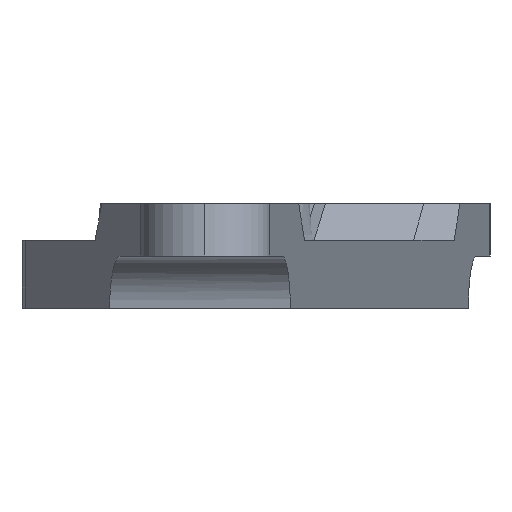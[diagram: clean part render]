
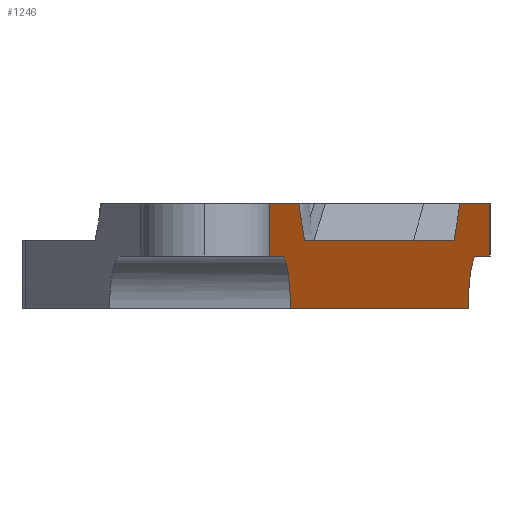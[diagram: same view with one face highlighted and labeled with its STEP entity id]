
A CAD part, left-side view. The second image highlights one B-rep face of the part: STEP entity #1246.
In plain terms, the highlighted planar face has unit normal (-0.16, -0.987, 0).
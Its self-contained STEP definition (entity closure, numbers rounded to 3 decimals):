
#517 = DIRECTION ( 'NONE',  ( -0.987, 0.159, 0. ) ) ;
#518 = DIRECTION ( 'NONE',  ( -0.159, -0.987, 0. ) ) ;
#519 = CARTESIAN_POINT ( 'NONE',  ( -1051.854, -147.321, 0. ) ) ;
#520 = AXIS2_PLACEMENT_3D ( 'NONE', #519, #518, #517 ) ;
#521 = CIRCLE ( 'NONE', #520, 100. ) ;
#523 = CARTESIAN_POINT ( 'NONE',  ( -1051.854, -147.321, 100. ) ) ;
#524 = DIRECTION ( 'NONE',  ( -0.987, 0.159, 0. ) ) ;
#525 = VECTOR ( 'NONE', #524, 1000. ) ;
#526 = CARTESIAN_POINT ( 'NONE',  ( -1051.854, -147.321, 100. ) ) ;
#527 = LINE ( 'NONE', #526, #525 ) ;
#539 = CARTESIAN_POINT ( 'NONE',  ( -1199.934, -123.4, 200. ) ) ;
#567 = DIRECTION ( 'NONE',  ( 0.987, -0.159, 0. ) ) ;
#568 = VECTOR ( 'NONE', #567, 1000. ) ;
#569 = CARTESIAN_POINT ( 'NONE',  ( -1199.934, -123.4, 0. ) ) ;
#570 = LINE ( 'NONE', #569, #568 ) ;
#571 = CARTESIAN_POINT ( 'NONE',  ( -953.133, -163.268, 0. ) ) ;
#576 = CARTESIAN_POINT ( 'NONE',  ( 1153.265, -503.533, 0. ) ) ;
#624 = CARTESIAN_POINT ( 'NONE',  ( -854.413, -179.215, 200. ) ) ;
#694 = DIRECTION ( 'NONE',  ( 0., 0., -1. ) ) ;
#695 = VECTOR ( 'NONE', #694, 1000. ) ;
#696 = CARTESIAN_POINT ( 'NONE',  ( 1400.066, -543.4, 200. ) ) ;
#701 = LINE ( 'NONE', #696, #695 ) ;
#774 = CARTESIAN_POINT ( 'NONE',  ( 1251.986, -519.48, 0. ) ) ;
#775 = DIRECTION ( 'NONE',  ( 0.987, -0.159, 0. ) ) ;
#776 = CARTESIAN_POINT ( 'NONE',  ( 985.441, -476.422, 130. ) ) ;
#777 = LINE ( 'NONE', #776, #784 ) ;
#778 = DIRECTION ( 'NONE',  ( -0.987, 0.159, 0. ) ) ;
#779 = VECTOR ( 'NONE', #778, 1000. ) ;
#780 = DIRECTION ( 'NONE',  ( -0.159, -0.987, 0. ) ) ;
#781 = CARTESIAN_POINT ( 'NONE',  ( 1251.986, -519.48, 100. ) ) ;
#782 = CARTESIAN_POINT ( 'NONE',  ( 985.441, -476.422, 130. ) ) ;
#783 = DIRECTION ( 'NONE',  ( -0.698, 0.113, -0.707 ) ) ;
#784 = VECTOR ( 'NONE', #783, 1000. ) ;
#785 = AXIS2_PLACEMENT_3D ( 'NONE', #774, #780, #775 ) ;
#786 = CIRCLE ( 'NONE', #785, 100. ) ;
#787 = DIRECTION ( 'NONE',  ( 0.987, -0.159, 0. ) ) ;
#788 = VECTOR ( 'NONE', #787, 1000. ) ;
#789 = CARTESIAN_POINT ( 'NONE',  ( -1199.934, -123.4, 200. ) ) ;
#790 = LINE ( 'NONE', #789, #788 ) ;
#806 = CARTESIAN_POINT ( 'NONE',  ( 1400.066, -543.4, 200. ) ) ;
#807 = DIRECTION ( 'NONE',  ( 0.987, -0.159, 0. ) ) ;
#808 = VECTOR ( 'NONE', #807, 1000. ) ;
#809 = CARTESIAN_POINT ( 'NONE',  ( -1199.934, -123.4, 200. ) ) ;
#810 = LINE ( 'NONE', #809, #808 ) ;
#811 = CARTESIAN_POINT ( 'NONE',  ( 1054.545, -487.585, 200. ) ) ;
#816 = DIRECTION ( 'NONE',  ( -0.698, 0.113, 0.707 ) ) ;
#817 = VECTOR ( 'NONE', #816, 1000. ) ;
#818 = CARTESIAN_POINT ( 'NONE',  ( -785.309, -190.378, 130. ) ) ;
#819 = LINE ( 'NONE', #818, #817 ) ;
#820 = CARTESIAN_POINT ( 'NONE',  ( 1528.402, -564.132, 100. ) ) ;
#821 = LINE ( 'NONE', #820, #779 ) ;
#822 = CARTESIAN_POINT ( 'NONE',  ( -785.309, -190.378, 130. ) ) ;
#823 = DIRECTION ( 'NONE',  ( 0.987, -0.159, 0. ) ) ;
#824 = VECTOR ( 'NONE', #823, 1000. ) ;
#825 = CARTESIAN_POINT ( 'NONE',  ( 985.441, -476.422, 130. ) ) ;
#826 = LINE ( 'NONE', #825, #824 ) ;
#842 = DIRECTION ( 'NONE',  ( 0., 0., -1. ) ) ;
#843 = VECTOR ( 'NONE', #842, 1000. ) ;
#844 = CARTESIAN_POINT ( 'NONE',  ( -1199.934, -123.4, 200. ) ) ;
#845 = LINE ( 'NONE', #844, #843 ) ;
#846 = CARTESIAN_POINT ( 'NONE',  ( -1199.934, -123.4, 100. ) ) ;
#872 = DIRECTION ( 'NONE',  ( -0.987, 0.159, 0. ) ) ;
#873 = DIRECTION ( 'NONE',  ( 0.159, 0.987, 0. ) ) ;
#874 = CARTESIAN_POINT ( 'NONE',  ( -1199.934, -123.4, 200. ) ) ;
#875 = AXIS2_PLACEMENT_3D ( 'NONE', #874, #873, #872 ) ;
#876 = PLANE ( 'NONE',  #875 ) ;
#877 = FACE_OUTER_BOUND ( 'NONE', #1241, .T. ) ;
#902 = CARTESIAN_POINT ( 'NONE',  ( 1400.066, -543.4, 100. ) ) ;
#1023 = VERTEX_POINT ( 'NONE', #576 ) ;
#1025 = VERTEX_POINT ( 'NONE', #571 ) ;
#1028 = EDGE_CURVE ( 'NONE', #1025, #1023, #570, .T. ) ;
#1089 = EDGE_CURVE ( 'NONE', #1172, #1228, #701, .T. ) ;
#1127 = VERTEX_POINT ( 'NONE', #624 ) ;
#1137 = VERTEX_POINT ( 'NONE', #539 ) ;
#1145 = ORIENTED_EDGE ( 'NONE', *, *, #1214, .T. ) ;
#1146 = ORIENTED_EDGE ( 'NONE', *, *, #1147, .F. ) ;
#1147 = EDGE_CURVE ( 'NONE', #1148, #1212, #527, .T. ) ;
#1148 = VERTEX_POINT ( 'NONE', #523 ) ;
#1149 = ORIENTED_EDGE ( 'NONE', *, *, #1150, .F. ) ;
#1150 = EDGE_CURVE ( 'NONE', #1025, #1148, #521, .T. ) ;
#1151 = ORIENTED_EDGE ( 'NONE', *, *, #1028, .T. ) ;
#1152 = ORIENTED_EDGE ( 'NONE', *, *, #1153, .F. ) ;
#1153 = EDGE_CURVE ( 'NONE', #1154, #1023, #786, .T. ) ;
#1154 = VERTEX_POINT ( 'NONE', #781 ) ;
#1155 = ORIENTED_EDGE ( 'NONE', *, *, #1156, .F. ) ;
#1156 = EDGE_CURVE ( 'NONE', #1228, #1154, #821, .T. ) ;
#1157 = ORIENTED_EDGE ( 'NONE', *, *, #1171, .F. ) ;
#1158 = ORIENTED_EDGE ( 'NONE', *, *, #1159, .T. ) ;
#1159 = EDGE_CURVE ( 'NONE', #1169, #1160, #777, .T. ) ;
#1160 = VERTEX_POINT ( 'NONE', #782 ) ;
#1161 = ORIENTED_EDGE ( 'NONE', *, *, #1162, .F. ) ;
#1162 = EDGE_CURVE ( 'NONE', #1163, #1160, #826, .T. ) ;
#1163 = VERTEX_POINT ( 'NONE', #822 ) ;
#1164 = ORIENTED_EDGE ( 'NONE', *, *, #1165, .T. ) ;
#1165 = EDGE_CURVE ( 'NONE', #1163, #1127, #819, .T. ) ;
#1166 = ORIENTED_EDGE ( 'NONE', *, *, #1182, .F. ) ;
#1169 = VERTEX_POINT ( 'NONE', #811 ) ;
#1171 = EDGE_CURVE ( 'NONE', #1169, #1172, #810, .T. ) ;
#1172 = VERTEX_POINT ( 'NONE', #806 ) ;
#1182 = EDGE_CURVE ( 'NONE', #1137, #1127, #790, .T. ) ;
#1212 = VERTEX_POINT ( 'NONE', #846 ) ;
#1214 = EDGE_CURVE ( 'NONE', #1137, #1212, #845, .T. ) ;
#1228 = VERTEX_POINT ( 'NONE', #902 ) ;
#1229 = ORIENTED_EDGE ( 'NONE', *, *, #1089, .F. ) ;
#1241 = EDGE_LOOP ( 'NONE', ( #1157, #1158, #1161, #1164, #1166, #1145, #1146, #1149, #1151, #1152, #1155, #1229 ) ) ;
#1246 = ADVANCED_FACE ( 'NONE', ( #877 ), #876, .F. ) ;
